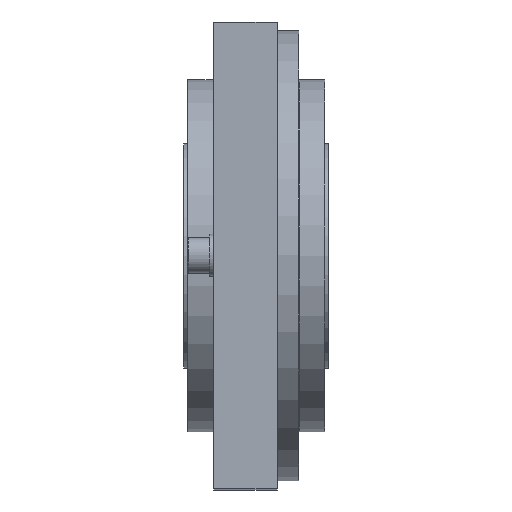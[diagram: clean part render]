
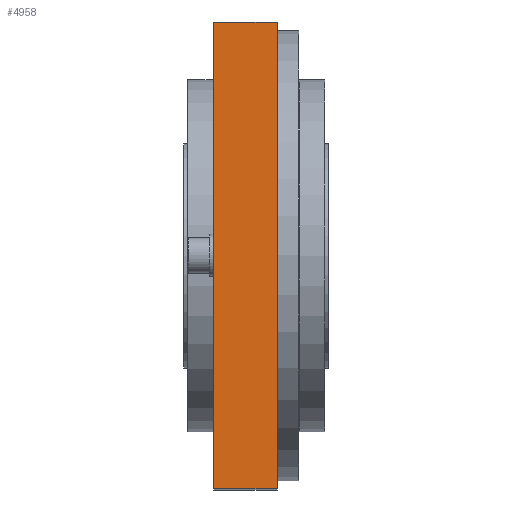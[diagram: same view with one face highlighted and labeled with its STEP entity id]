
A CAD part, top view. The second image highlights one B-rep face of the part: STEP entity #4958.
In plain terms, the highlighted planar face has unit normal (0, 0, 1).
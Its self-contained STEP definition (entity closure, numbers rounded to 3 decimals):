
#1151=FACE_OUTER_BOUND('',#1475,.T.);
#1475=EDGE_LOOP('',(#3956,#3957,#3958,#3959));
#2014=LINE('',#8014,#2263);
#2015=LINE('',#8017,#2264);
#2016=LINE('',#8019,#2265);
#2017=LINE('',#8020,#2266);
#2263=VECTOR('',#6500,10.);
#2264=VECTOR('',#6503,10.);
#2265=VECTOR('',#6504,10.);
#2266=VECTOR('',#6505,10.);
#2574=VERTEX_POINT('',#8010);
#2575=VERTEX_POINT('',#8012);
#2576=VERTEX_POINT('',#8016);
#2577=VERTEX_POINT('',#8018);
#3094=EDGE_CURVE('',#2574,#2575,#2014,.T.);
#3095=EDGE_CURVE('',#2574,#2576,#2015,.T.);
#3096=EDGE_CURVE('',#2577,#2575,#2016,.T.);
#3097=EDGE_CURVE('',#2576,#2577,#2017,.T.);
#3956=ORIENTED_EDGE('',*,*,#3095,.F.);
#3957=ORIENTED_EDGE('',*,*,#3094,.T.);
#3958=ORIENTED_EDGE('',*,*,#3096,.F.);
#3959=ORIENTED_EDGE('',*,*,#3097,.F.);
#4834=PLANE('',#5444);
#4958=ADVANCED_FACE('',(#1151),#4834,.T.);
#5444=AXIS2_PLACEMENT_3D('',#8015,#6501,#6502);
#6500=DIRECTION('',(1.,0.,0.));
#6501=DIRECTION('center_axis',(0.,0.,1.));
#6502=DIRECTION('ref_axis',(0.,-1.,0.));
#6503=DIRECTION('',(0.,1.,0.));
#6504=DIRECTION('',(0.,-1.,0.));
#6505=DIRECTION('',(1.,0.,0.));
#8010=CARTESIAN_POINT('',(0.,-55.,55.));
#8012=CARTESIAN_POINT('',(15.,-55.,55.));
#8014=CARTESIAN_POINT('',(0.,-55.,55.));
#8015=CARTESIAN_POINT('Origin',(0.,55.,55.));
#8016=CARTESIAN_POINT('',(0.,55.,55.));
#8017=CARTESIAN_POINT('',(0.,-55.,55.));
#8018=CARTESIAN_POINT('',(15.,55.,55.));
#8019=CARTESIAN_POINT('',(15.,-55.,55.));
#8020=CARTESIAN_POINT('',(0.,55.,55.));
